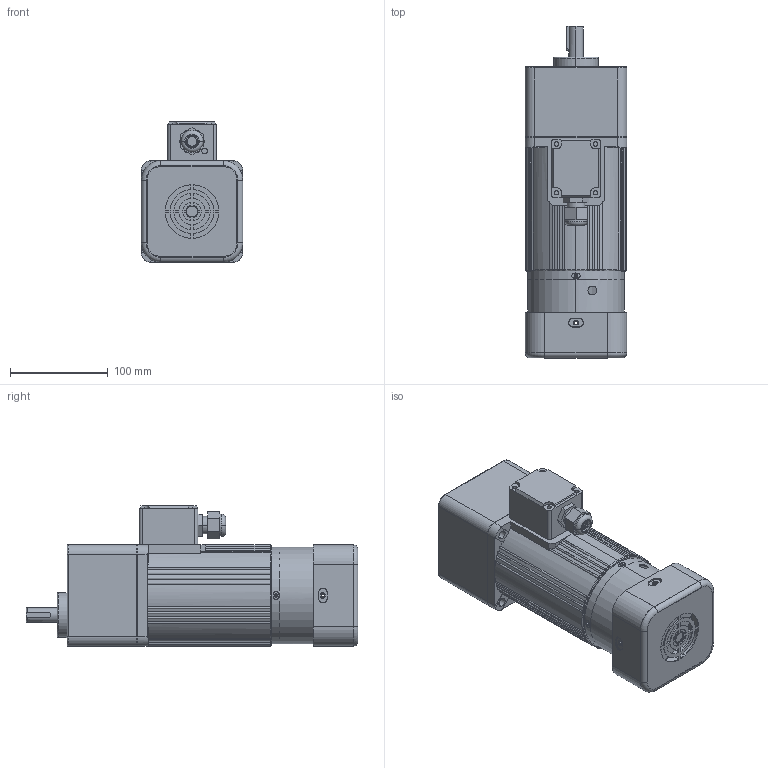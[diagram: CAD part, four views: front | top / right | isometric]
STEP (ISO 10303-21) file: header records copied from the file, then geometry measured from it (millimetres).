
FILE_DESCRIPTION (( 'STEP AP203' ), '1' );
FILE_NAME ('6IK120-250(R)-MFT+6GU3-180K.STEP', '2020-01-10T07:25:30', ( 'Sky123.Org' ), ( 'Sky123.Org' ), 'SwSTEP 2.0', 'SolidWorks 2014', '' );
FILE_SCHEMA (( 'CONFIG_CONTROL_DESIGN' ));
Length unit declared in the file: millimetre
Products named in the file (10): 6IK120-250A; 100瑞欶; 价陬欶; 6GU3-180K; 峚倰萇儂諉盄碟02; 6IK120-250(R)-MFT+6GU3-180K; NPT1-2萇擢芛; NPT1-2つ踡芛; NPT1-2萇擢芛蚾饜极; 微型减速机接线盒装配体
Assembly tree (9 placements, depth 4):
  6IK120-250(R)-MFT+6GU3-180K
    6IK120-250A
    100瑞欶
    价陬欶
    微型减速机接线盒装配体
      峚倰萇儂諉盄碟02
      NPT1-2萇擢芛蚾饜极
        NPT1-2萇擢芛
        NPT1-2つ踡芛
    6GU3-180K
Bounding box: 104 x 340 x 144 mm (x, y, z)
Volume: 2139758.4 mm3; surface area: 271614.8 mm2
Topology: 7 solids, 7 shells, 863 faces, 2246 edges, 1413 vertices
Faces by surface type: plane 323, cylinder 306, torus 141, cone 93
Entity records: 29657 total; most frequent: CARTESIAN_POINT 6997, DIRECTION 4749, ORIENTED_EDGE 4440, EDGE_CURVE 2220, AXIS2_PLACEMENT_3D 1867, VERTEX_POINT 1413, VECTOR 1015, LINE 1015
